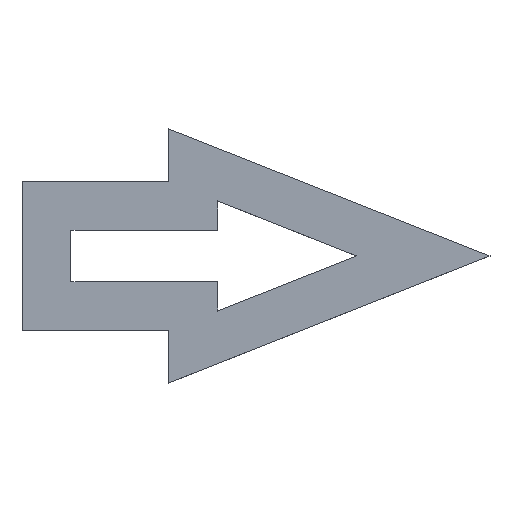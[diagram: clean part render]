
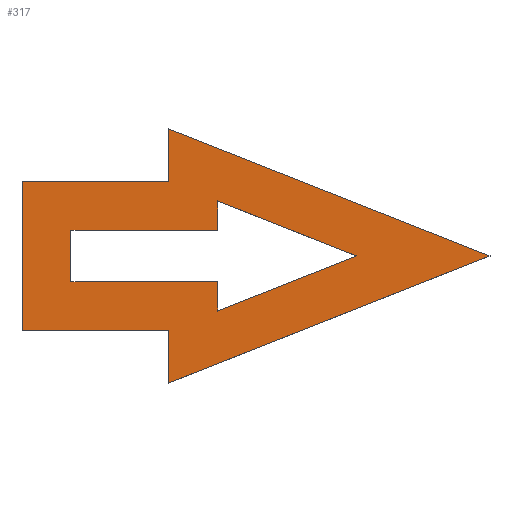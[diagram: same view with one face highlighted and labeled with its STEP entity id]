
A CAD part, top view. The second image highlights one B-rep face of the part: STEP entity #317.
In plain terms, the highlighted planar face has unit normal (0, 0, 1).
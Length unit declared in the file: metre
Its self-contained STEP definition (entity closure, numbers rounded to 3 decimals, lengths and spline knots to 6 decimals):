
#82=ORIENTED_EDGE('',*,*,#115,.T.);
#83=ORIENTED_EDGE('',*,*,#119,.T.);
#84=ORIENTED_EDGE('',*,*,#122,.T.);
#85=ORIENTED_EDGE('',*,*,#125,.T.);
#86=ORIENTED_EDGE('',*,*,#128,.F.);
#87=ORIENTED_EDGE('',*,*,#131,.F.);
#88=ORIENTED_EDGE('',*,*,#134,.F.);
#89=ORIENTED_EDGE('',*,*,#96,.F.);
#90=ORIENTED_EDGE('',*,*,#100,.T.);
#91=ORIENTED_EDGE('',*,*,#103,.T.);
#92=ORIENTED_EDGE('',*,*,#106,.T.);
#93=ORIENTED_EDGE('',*,*,#109,.T.);
#94=ORIENTED_EDGE('',*,*,#112,.F.);
#95=ORIENTED_EDGE('',*,*,#136,.F.);
#96=EDGE_CURVE('',#138,#139,#166,.T.);
#100=EDGE_CURVE('',#138,#142,#170,.T.);
#103=EDGE_CURVE('',#142,#144,#173,.T.);
#106=EDGE_CURVE('',#144,#146,#176,.T.);
#109=EDGE_CURVE('',#146,#148,#179,.T.);
#112=EDGE_CURVE('',#150,#148,#182,.T.);
#115=EDGE_CURVE('',#152,#153,#185,.T.);
#119=EDGE_CURVE('',#153,#156,#189,.T.);
#122=EDGE_CURVE('',#156,#158,#192,.T.);
#125=EDGE_CURVE('',#158,#160,#195,.T.);
#128=EDGE_CURVE('',#162,#160,#198,.T.);
#131=EDGE_CURVE('',#164,#162,#201,.T.);
#134=EDGE_CURVE('',#152,#164,#204,.T.);
#136=EDGE_CURVE('',#139,#150,#206,.T.);
#138=VERTEX_POINT('',#426);
#139=VERTEX_POINT('',#427);
#142=VERTEX_POINT('',#435);
#144=VERTEX_POINT('',#441);
#146=VERTEX_POINT('',#447);
#148=VERTEX_POINT('',#453);
#150=VERTEX_POINT('',#459);
#152=VERTEX_POINT('',#465);
#153=VERTEX_POINT('',#466);
#156=VERTEX_POINT('',#474);
#158=VERTEX_POINT('',#480);
#160=VERTEX_POINT('',#486);
#162=VERTEX_POINT('',#492);
#164=VERTEX_POINT('',#498);
#166=LINE('',#425,#208);
#170=LINE('',#434,#212);
#173=LINE('',#440,#215);
#176=LINE('',#446,#218);
#179=LINE('',#452,#221);
#182=LINE('',#458,#224);
#185=LINE('',#464,#227);
#189=LINE('',#473,#231);
#192=LINE('',#479,#234);
#195=LINE('',#485,#237);
#198=LINE('',#491,#240);
#201=LINE('',#497,#243);
#204=LINE('',#503,#246);
#206=LINE('',#506,#248);
#208=VECTOR('',#351,1.);
#212=VECTOR('',#357,1.);
#215=VECTOR('',#362,1.);
#218=VECTOR('',#367,1.);
#221=VECTOR('',#372,1.);
#224=VECTOR('',#377,1.);
#227=VECTOR('',#382,1.);
#231=VECTOR('',#388,1.);
#234=VECTOR('',#393,1.);
#237=VECTOR('',#398,1.);
#240=VECTOR('',#403,1.);
#243=VECTOR('',#408,1.);
#246=VECTOR('',#413,1.);
#248=VECTOR('',#417,1.);
#266=EDGE_LOOP('',(#82,#83,#84,#85,#86,#87,#88));
#267=EDGE_LOOP('',(#89,#90,#91,#92,#93,#94,#95));
#284=FACE_BOUND('',#266,.T.);
#285=FACE_BOUND('',#267,.T.);
#301=PLANE('',#346);
#317=ADVANCED_FACE('',(#284,#285),#301,.T.);
#346=AXIS2_PLACEMENT_3D('',#509,#421,#422);
#351=DIRECTION('',(-0.93,-0.368,0.));
#357=DIRECTION('',(-0.93,0.368,0.));
#362=DIRECTION('',(0.,-1.,0.));
#367=DIRECTION('',(-1.,0.,0.));
#372=DIRECTION('',(0.,-1.,0.));
#377=DIRECTION('',(-1.,0.,0.));
#382=DIRECTION('',(-0.93,-0.368,0.));
#388=DIRECTION('',(0.,1.,0.));
#393=DIRECTION('',(-1.,0.,0.));
#398=DIRECTION('',(0.,1.,0.));
#403=DIRECTION('',(-1.,0.,0.));
#408=DIRECTION('',(0.,-1.,0.));
#413=DIRECTION('',(-0.93,0.368,0.));
#417=DIRECTION('',(0.,1.,0.));
#421=DIRECTION('',(0.,0.,1.));
#422=DIRECTION('',(1.,0.,0.));
#425=CARTESIAN_POINT('',(0.149218,0.011788,0.0095));
#426=CARTESIAN_POINT('',(0.151515,0.012696,0.0095));
#427=CARTESIAN_POINT('',(0.146921,0.010879,0.0095));
#434=CARTESIAN_POINT('',(0.149218,0.013604,0.0095));
#435=CARTESIAN_POINT('',(0.146921,0.014513,0.0095));
#440=CARTESIAN_POINT('',(0.146921,0.014137,0.0095));
#441=CARTESIAN_POINT('',(0.146921,0.013762,0.0095));
#446=CARTESIAN_POINT('',(0.145874,0.013762,0.0095));
#447=CARTESIAN_POINT('',(0.144827,0.013762,0.0095));
#452=CARTESIAN_POINT('',(0.144827,0.013229,0.0095));
#453=CARTESIAN_POINT('',(0.144827,0.01163,0.0095));
#458=CARTESIAN_POINT('',(0.145874,0.01163,0.0095));
#459=CARTESIAN_POINT('',(0.146921,0.01163,0.0095));
#464=CARTESIAN_POINT('',(0.148616,0.012302,0.0095));
#465=CARTESIAN_POINT('',(0.149612,0.012696,0.0095));
#466=CARTESIAN_POINT('',(0.147621,0.011909,0.0095));
#473=CARTESIAN_POINT('',(0.147621,0.012119,0.0095));
#474=CARTESIAN_POINT('',(0.147621,0.01233,0.0095));
#479=CARTESIAN_POINT('',(0.146574,0.01233,0.0095));
#480=CARTESIAN_POINT('',(0.145527,0.01233,0.0095));
#485=CARTESIAN_POINT('',(0.145527,0.012513,0.0095));
#486=CARTESIAN_POINT('',(0.145527,0.013062,0.0095));
#491=CARTESIAN_POINT('',(0.146574,0.013062,0.0095));
#492=CARTESIAN_POINT('',(0.147621,0.013062,0.0095));
#497=CARTESIAN_POINT('',(0.147621,0.013273,0.0095));
#498=CARTESIAN_POINT('',(0.147621,0.013483,0.0095));
#503=CARTESIAN_POINT('',(0.148616,0.01309,0.0095));
#506=CARTESIAN_POINT('',(0.146921,0.011254,0.0095));
#509=CARTESIAN_POINT('',(0.104891,-0.015824,0.0095));
